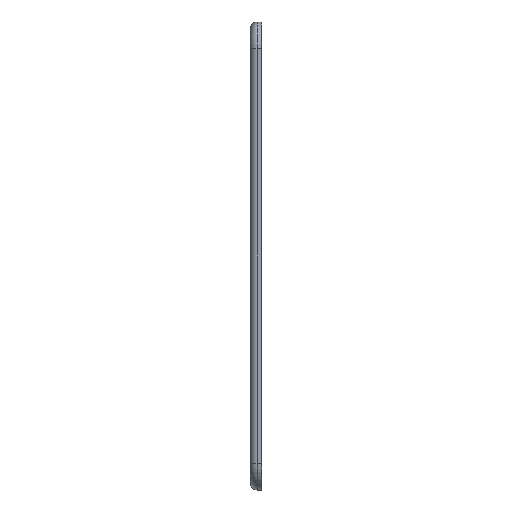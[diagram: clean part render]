
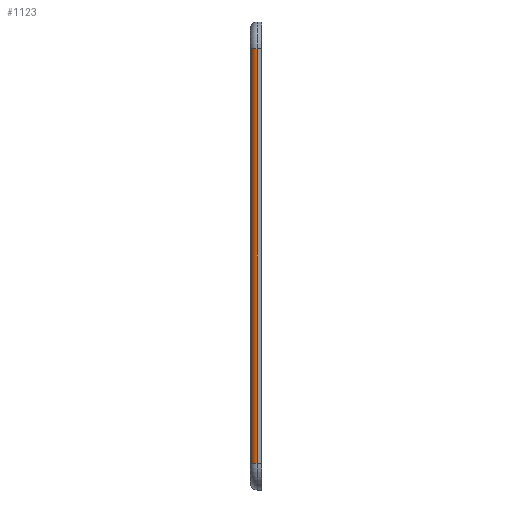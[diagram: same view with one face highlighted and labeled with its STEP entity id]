
A CAD part, left-side view. The second image highlights one B-rep face of the part: STEP entity #1123.
In plain terms, the highlighted cylindrical face has radius 3 mm (diameter 6 mm), a partial arc.
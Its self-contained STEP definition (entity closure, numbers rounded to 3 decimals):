
#35 = EDGE_CURVE ( 'NONE', #290, #399, #773, .T. ) ;
#79 = CIRCLE ( 'NONE', #1056, 3. ) ;
#80 = CARTESIAN_POINT ( 'NONE',  ( -150., 2., 93. ) ) ;
#84 = ORIENTED_EDGE ( 'NONE', *, *, #904, .F. ) ;
#201 = LINE ( 'NONE', #603, #391 ) ;
#219 = DIRECTION ( 'NONE',  ( 0., 0., -1. ) ) ;
#290 = VERTEX_POINT ( 'NONE', #80 ) ;
#294 = LINE ( 'NONE', #447, #776 ) ;
#347 = CARTESIAN_POINT ( 'NONE',  ( -147., 2., 0. ) ) ;
#391 = VECTOR ( 'NONE', #461, 1000. ) ;
#393 = CARTESIAN_POINT ( 'NONE',  ( -147., 5., 93. ) ) ;
#399 = VERTEX_POINT ( 'NONE', #393 ) ;
#447 = CARTESIAN_POINT ( 'NONE',  ( -150., 2., -93. ) ) ;
#454 = CARTESIAN_POINT ( 'NONE',  ( -147., 2., -93. ) ) ;
#461 = DIRECTION ( 'NONE',  ( 0., 0., 1. ) ) ;
#532 = CARTESIAN_POINT ( 'NONE',  ( -147., 2., 93. ) ) ;
#547 = DIRECTION ( 'NONE',  ( 0., 0., -1. ) ) ;
#603 = CARTESIAN_POINT ( 'NONE',  ( -147., 5., 93. ) ) ;
#736 = EDGE_LOOP ( 'NONE', ( #1375, #1730, #84, #849 ) ) ;
#760 = FACE_OUTER_BOUND ( 'NONE', #736, .T. ) ;
#773 = CIRCLE ( 'NONE', #1358, 3. ) ;
#776 = VECTOR ( 'NONE', #1376, 1000. ) ;
#807 = AXIS2_PLACEMENT_3D ( 'NONE', #347, #219, #1290 ) ;
#849 = ORIENTED_EDGE ( 'NONE', *, *, #1329, .F. ) ;
#904 = EDGE_CURVE ( 'NONE', #1606, #1091, #79, .T. ) ;
#1005 = CYLINDRICAL_SURFACE ( 'NONE', #807, 3. ) ;
#1050 = EDGE_CURVE ( 'NONE', #1091, #399, #201, .T. ) ;
#1056 = AXIS2_PLACEMENT_3D ( 'NONE', #454, #1243, #1630 ) ;
#1091 = VERTEX_POINT ( 'NONE', #1662 ) ;
#1123 = ADVANCED_FACE ( 'NONE', ( #760 ), #1005, .T. ) ;
#1243 = DIRECTION ( 'NONE',  ( 0., 0., -1. ) ) ;
#1290 = DIRECTION ( 'NONE',  ( -1., 0., 0. ) ) ;
#1329 = EDGE_CURVE ( 'NONE', #290, #1606, #294, .T. ) ;
#1358 = AXIS2_PLACEMENT_3D ( 'NONE', #532, #547, #1481 ) ;
#1375 = ORIENTED_EDGE ( 'NONE', *, *, #35, .T. ) ;
#1376 = DIRECTION ( 'NONE',  ( 0., 0., -1. ) ) ;
#1481 = DIRECTION ( 'NONE',  ( -1., 0., 0. ) ) ;
#1606 = VERTEX_POINT ( 'NONE', #1711 ) ;
#1630 = DIRECTION ( 'NONE',  ( -1., 0., 0. ) ) ;
#1662 = CARTESIAN_POINT ( 'NONE',  ( -147., 5., -93. ) ) ;
#1711 = CARTESIAN_POINT ( 'NONE',  ( -150., 2., -93. ) ) ;
#1730 = ORIENTED_EDGE ( 'NONE', *, *, #1050, .F. ) ;
